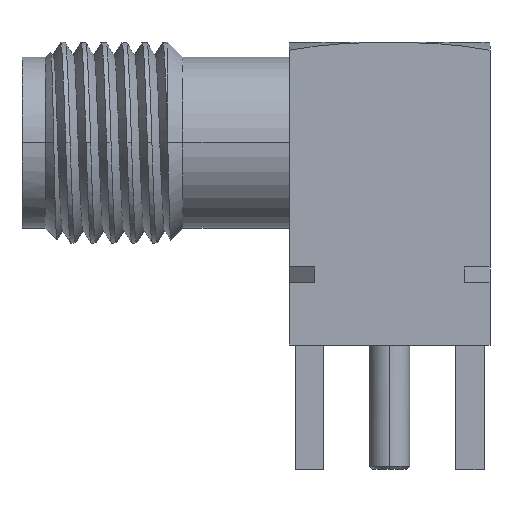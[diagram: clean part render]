
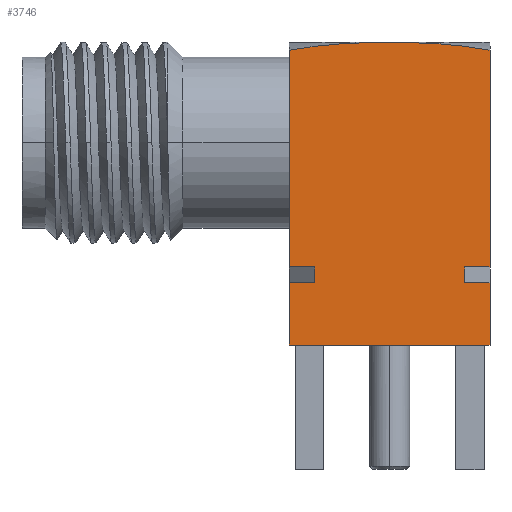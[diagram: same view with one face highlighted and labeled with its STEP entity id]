
A CAD part, top view. The second image highlights one B-rep face of the part: STEP entity #3746.
In plain terms, the highlighted planar face has unit normal (0, 0, 1).
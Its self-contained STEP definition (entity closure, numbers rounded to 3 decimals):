
#67 = EDGE_CURVE ( 'NONE', #2830, #1155, #1921, .T. ) ;
#153 = VERTEX_POINT ( 'NONE', #1085 ) ;
#155 = ORIENTED_EDGE ( 'NONE', *, *, #842, .F. ) ;
#179 = ORIENTED_EDGE ( 'NONE', *, *, #3304, .F. ) ;
#204 = CARTESIAN_POINT ( 'NONE',  ( -3.175, 1.97, 3.175 ) ) ;
#251 = EDGE_CURVE ( 'NONE', #3494, #1693, #5813, .T. ) ;
#268 = B_SPLINE_CURVE_WITH_KNOTS ( 'NONE', 3,
 ( #5876, #781, #6000, #5394, #5485, #451 ),
 .UNSPECIFIED., .F., .F.,
 ( 4, 2, 4 ),
 ( 0., 0.002, 0.003 ),
 .UNSPECIFIED. ) ;
#306 = VERTEX_POINT ( 'NONE', #1115 ) ;
#373 = EDGE_LOOP ( 'NONE', ( #2239, #155, #3385, #4652, #3718, #4806, #2249, #2993, #5927, #4418, #5499, #3204, #179 ) ) ;
#427 = VERTEX_POINT ( 'NONE', #5390 ) ;
#451 = CARTESIAN_POINT ( 'NONE',  ( 3.175, 9.32, 3.175 ) ) ;
#460 = CARTESIAN_POINT ( 'NONE',  ( -3.175, 1.97, 3.175 ) ) ;
#593 = EDGE_CURVE ( 'NONE', #306, #2830, #4171, .T. ) ;
#727 = DIRECTION ( 'NONE',  ( 1., 0., 0. ) ) ;
#781 = CARTESIAN_POINT ( 'NONE',  ( 0.532, 9.569, 3.175 ) ) ;
#842 = EDGE_CURVE ( 'NONE', #1434, #1109, #5951, .T. ) ;
#848 = LINE ( 'NONE', #4583, #5759 ) ;
#979 = CARTESIAN_POINT ( 'NONE',  ( 3.175, 9.62, 3.175 ) ) ;
#985 = DIRECTION ( 'NONE',  ( -1., 0., 0. ) ) ;
#1005 = EDGE_CURVE ( 'NONE', #1155, #153, #3674, .T. ) ;
#1085 = CARTESIAN_POINT ( 'NONE',  ( -2.375, 2.47, 3.175 ) ) ;
#1109 = VERTEX_POINT ( 'NONE', #5148 ) ;
#1115 = CARTESIAN_POINT ( 'NONE',  ( -3.175, 0., 3.175 ) ) ;
#1155 = VERTEX_POINT ( 'NONE', #4024 ) ;
#1307 = VECTOR ( 'NONE', #985, 1000. ) ;
#1340 = DIRECTION ( 'NONE',  ( 0., 1., 0. ) ) ;
#1360 = CARTESIAN_POINT ( 'NONE',  ( -2.375, 9.62, 3.175 ) ) ;
#1426 = CARTESIAN_POINT ( 'NONE',  ( 0., 9.57, 3.175 ) ) ;
#1428 = DIRECTION ( 'NONE',  ( 1., 0., 0. ) ) ;
#1434 = VERTEX_POINT ( 'NONE', #4140 ) ;
#1478 = DIRECTION ( 'NONE',  ( -1., 0., 0. ) ) ;
#1662 = DIRECTION ( 'NONE',  ( 0., -1., 0. ) ) ;
#1693 = VERTEX_POINT ( 'NONE', #4169 ) ;
#1808 = CARTESIAN_POINT ( 'NONE',  ( -3.175, 9.62, 3.175 ) ) ;
#1921 = LINE ( 'NONE', #460, #3894 ) ;
#1945 = CARTESIAN_POINT ( 'NONE',  ( -3.175, 2.47, 3.175 ) ) ;
#2034 = CARTESIAN_POINT ( 'NONE',  ( -3.175, 9.62, 3.175 ) ) ;
#2126 = FACE_OUTER_BOUND ( 'NONE', #373, .T. ) ;
#2239 = ORIENTED_EDGE ( 'NONE', *, *, #2963, .F. ) ;
#2249 = ORIENTED_EDGE ( 'NONE', *, *, #3006, .F. ) ;
#2364 = VECTOR ( 'NONE', #1478, 1000. ) ;
#2417 = EDGE_CURVE ( 'NONE', #5695, #427, #4606, .T. ) ;
#2452 = PLANE ( 'NONE',  #4124 ) ;
#2632 = VECTOR ( 'NONE', #1662, 1000. ) ;
#2740 = LINE ( 'NONE', #979, #3153 ) ;
#2830 = VERTEX_POINT ( 'NONE', #3463 ) ;
#2833 = DIRECTION ( 'NONE',  ( 0., -1., 0. ) ) ;
#2850 = VECTOR ( 'NONE', #4367, 1000. ) ;
#2880 = B_SPLINE_CURVE_WITH_KNOTS ( 'NONE', 3,
 ( #5005, #3194, #5067, #3129 ),
 .UNSPECIFIED., .F., .F.,
 ( 4, 4 ),
 ( 0., 0.003 ),
 .UNSPECIFIED. ) ;
#2941 = CARTESIAN_POINT ( 'NONE',  ( 2.375, 9.62, 3.175 ) ) ;
#2963 = EDGE_CURVE ( 'NONE', #1109, #4528, #2880, .T. ) ;
#2993 = ORIENTED_EDGE ( 'NONE', *, *, #251, .F. ) ;
#3003 = LINE ( 'NONE', #2941, #2850 ) ;
#3006 = EDGE_CURVE ( 'NONE', #1693, #306, #848, .T. ) ;
#3032 = VECTOR ( 'NONE', #3216, 1000. ) ;
#3036 = LINE ( 'NONE', #204, #5267 ) ;
#3129 = CARTESIAN_POINT ( 'NONE',  ( 0., 9.57, 3.175 ) ) ;
#3153 = VECTOR ( 'NONE', #2833, 1000. ) ;
#3194 = CARTESIAN_POINT ( 'NONE',  ( -2.129, 9.521, 3.175 ) ) ;
#3195 = CARTESIAN_POINT ( 'NONE',  ( 3.175, 2.47, 3.175 ) ) ;
#3204 = ORIENTED_EDGE ( 'NONE', *, *, #5224, .F. ) ;
#3216 = DIRECTION ( 'NONE',  ( 0., 1., 0. ) ) ;
#3304 = EDGE_CURVE ( 'NONE', #4528, #5109, #268, .T. ) ;
#3385 = ORIENTED_EDGE ( 'NONE', *, *, #4525, .F. ) ;
#3463 = CARTESIAN_POINT ( 'NONE',  ( -3.175, 1.97, 3.175 ) ) ;
#3478 = CARTESIAN_POINT ( 'NONE',  ( 3.175, 9.32, 3.175 ) ) ;
#3494 = VERTEX_POINT ( 'NONE', #4826 ) ;
#3674 = LINE ( 'NONE', #1360, #3032 ) ;
#3718 = ORIENTED_EDGE ( 'NONE', *, *, #67, .F. ) ;
#3746 = ADVANCED_FACE ( 'NONE', ( #2126 ), #2452, .F. ) ;
#3894 = VECTOR ( 'NONE', #1428, 1000. ) ;
#4024 = CARTESIAN_POINT ( 'NONE',  ( -2.375, 1.97, 3.175 ) ) ;
#4093 = DIRECTION ( 'NONE',  ( -1., 0., 0. ) ) ;
#4124 = AXIS2_PLACEMENT_3D ( 'NONE', #2034, #4305, #4332 ) ;
#4140 = CARTESIAN_POINT ( 'NONE',  ( -3.175, 2.47, 3.175 ) ) ;
#4169 = CARTESIAN_POINT ( 'NONE',  ( 3.175, 0., 3.175 ) ) ;
#4171 = LINE ( 'NONE', #5792, #4279 ) ;
#4179 = LINE ( 'NONE', #1945, #2364 ) ;
#4279 = VECTOR ( 'NONE', #5764, 1000. ) ;
#4305 = DIRECTION ( 'NONE',  ( 0., 0., -1. ) ) ;
#4332 = DIRECTION ( 'NONE',  ( -1., 0., 0. ) ) ;
#4367 = DIRECTION ( 'NONE',  ( 0., -1., 0. ) ) ;
#4381 = EDGE_CURVE ( 'NONE', #427, #5370, #3003, .T. ) ;
#4418 = ORIENTED_EDGE ( 'NONE', *, *, #4381, .F. ) ;
#4424 = EDGE_CURVE ( 'NONE', #5370, #3494, #3036, .T. ) ;
#4525 = EDGE_CURVE ( 'NONE', #153, #1434, #4179, .T. ) ;
#4528 = VERTEX_POINT ( 'NONE', #1426 ) ;
#4583 = CARTESIAN_POINT ( 'NONE',  ( -3.175, 0., 3.175 ) ) ;
#4606 = LINE ( 'NONE', #5731, #1307 ) ;
#4652 = ORIENTED_EDGE ( 'NONE', *, *, #1005, .F. ) ;
#4680 = VECTOR ( 'NONE', #1340, 1000. ) ;
#4785 = CARTESIAN_POINT ( 'NONE',  ( 3.175, 9.62, 3.175 ) ) ;
#4806 = ORIENTED_EDGE ( 'NONE', *, *, #593, .F. ) ;
#4826 = CARTESIAN_POINT ( 'NONE',  ( 3.175, 1.97, 3.175 ) ) ;
#4925 = CARTESIAN_POINT ( 'NONE',  ( 2.375, 1.97, 3.175 ) ) ;
#5005 = CARTESIAN_POINT ( 'NONE',  ( -3.175, 9.32, 3.175 ) ) ;
#5067 = CARTESIAN_POINT ( 'NONE',  ( -1.064, 9.569, 3.175 ) ) ;
#5109 = VERTEX_POINT ( 'NONE', #3478 ) ;
#5148 = CARTESIAN_POINT ( 'NONE',  ( -3.175, 9.32, 3.175 ) ) ;
#5224 = EDGE_CURVE ( 'NONE', #5109, #5695, #2740, .T. ) ;
#5267 = VECTOR ( 'NONE', #727, 1000. ) ;
#5370 = VERTEX_POINT ( 'NONE', #4925 ) ;
#5390 = CARTESIAN_POINT ( 'NONE',  ( 2.375, 2.47, 3.175 ) ) ;
#5394 = CARTESIAN_POINT ( 'NONE',  ( 2.124, 9.483, 3.175 ) ) ;
#5485 = CARTESIAN_POINT ( 'NONE',  ( 2.652, 9.421, 3.175 ) ) ;
#5499 = ORIENTED_EDGE ( 'NONE', *, *, #2417, .F. ) ;
#5695 = VERTEX_POINT ( 'NONE', #3195 ) ;
#5731 = CARTESIAN_POINT ( 'NONE',  ( -3.175, 2.47, 3.175 ) ) ;
#5759 = VECTOR ( 'NONE', #4093, 1000. ) ;
#5764 = DIRECTION ( 'NONE',  ( 0., 1., 0. ) ) ;
#5792 = CARTESIAN_POINT ( 'NONE',  ( -3.175, 9.62, 3.175 ) ) ;
#5813 = LINE ( 'NONE', #4785, #2632 ) ;
#5876 = CARTESIAN_POINT ( 'NONE',  ( 0., 9.57, 3.175 ) ) ;
#5927 = ORIENTED_EDGE ( 'NONE', *, *, #4424, .F. ) ;
#5951 = LINE ( 'NONE', #1808, #4680 ) ;
#6000 = CARTESIAN_POINT ( 'NONE',  ( 1.063, 9.556, 3.175 ) ) ;
